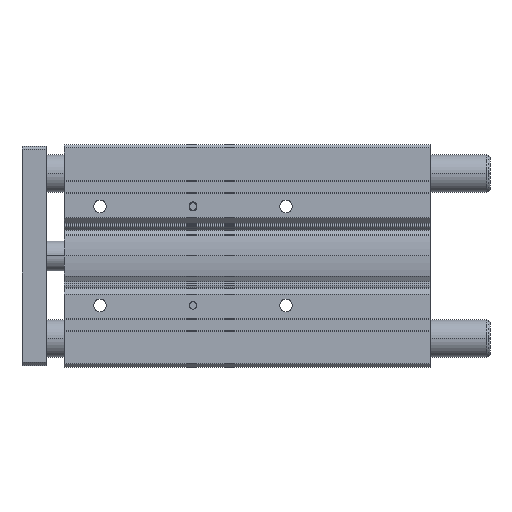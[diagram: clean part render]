
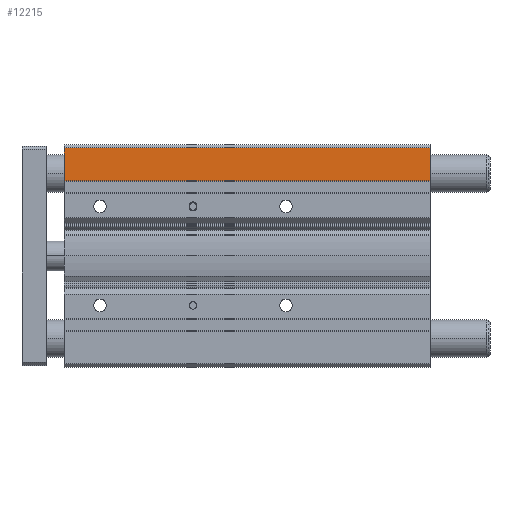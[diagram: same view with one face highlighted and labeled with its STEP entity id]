
A CAD part, top view. The second image highlights one B-rep face of the part: STEP entity #12215.
In plain terms, the highlighted planar face has unit normal (0, 0, 1).
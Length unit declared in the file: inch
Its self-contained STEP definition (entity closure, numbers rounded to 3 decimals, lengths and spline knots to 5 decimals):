
#615 = DIRECTION ( 'NONE',  ( 0., -1., 0. ) ) ;
#1424 = CARTESIAN_POINT ( 'NONE',  ( 9.6063, 2.83465, 1.25984 ) ) ;
#1560 = CARTESIAN_POINT ( 'NONE',  ( 9.6063, 2.83465, 1.25984 ) ) ;
#2054 = CARTESIAN_POINT ( 'NONE',  ( 9.6063, 2.83465, 1.25984 ) ) ;
#2214 = CARTESIAN_POINT ( 'NONE',  ( 0., 1.97835, 1.25984 ) ) ;
#2218 = DIRECTION ( 'NONE',  ( 0., -1., 0. ) ) ;
#2454 = VERTEX_POINT ( 'NONE', #11907 ) ;
#2680 = ORIENTED_EDGE ( 'NONE', *, *, #10863, .F. ) ;
#3621 = FACE_OUTER_BOUND ( 'NONE', #10733, .T. ) ;
#3903 = VERTEX_POINT ( 'NONE', #2214 ) ;
#3965 = EDGE_CURVE ( 'NONE', #2454, #3903, #12542, .T. ) ;
#4001 = LINE ( 'NONE', #8638, #13936 ) ;
#4683 = AXIS2_PLACEMENT_3D ( 'NONE', #1560, #7230, #4793 ) ;
#4770 = VECTOR ( 'NONE', #2218, 39.37008 ) ;
#4793 = DIRECTION ( 'NONE',  ( 0., -1., 0. ) ) ;
#5723 = VERTEX_POINT ( 'NONE', #2054 ) ;
#5903 = DIRECTION ( 'NONE',  ( -1., 0., 0. ) ) ;
#6123 = PLANE ( 'NONE',  #4683 ) ;
#6757 = EDGE_CURVE ( 'NONE', #5723, #7761, #7012, .T. ) ;
#6932 = CARTESIAN_POINT ( 'NONE',  ( 9.6063, 1.97835, 1.25984 ) ) ;
#6942 = ORIENTED_EDGE ( 'NONE', *, *, #3965, .F. ) ;
#7012 = LINE ( 'NONE', #1424, #8756 ) ;
#7230 = DIRECTION ( 'NONE',  ( 0., 0., -1. ) ) ;
#7761 = VERTEX_POINT ( 'NONE', #9081 ) ;
#8417 = EDGE_CURVE ( 'NONE', #7761, #3903, #4001, .T. ) ;
#8557 = VECTOR ( 'NONE', #11429, 39.37008 ) ;
#8638 = CARTESIAN_POINT ( 'NONE',  ( 0., 2.83465, 1.25984 ) ) ;
#8756 = VECTOR ( 'NONE', #5903, 39.37008 ) ;
#9081 = CARTESIAN_POINT ( 'NONE',  ( 0., 2.83465, 1.25984 ) ) ;
#9514 = ORIENTED_EDGE ( 'NONE', *, *, #8417, .T. ) ;
#10733 = EDGE_LOOP ( 'NONE', ( #9514, #6942, #2680, #14518 ) ) ;
#10863 = EDGE_CURVE ( 'NONE', #5723, #2454, #11275, .T. ) ;
#11275 = LINE ( 'NONE', #12323, #4770 ) ;
#11429 = DIRECTION ( 'NONE',  ( -1., 0., 0. ) ) ;
#11907 = CARTESIAN_POINT ( 'NONE',  ( 9.6063, 1.97835, 1.25984 ) ) ;
#12215 = ADVANCED_FACE ( 'NONE', ( #3621 ), #6123, .F. ) ;
#12323 = CARTESIAN_POINT ( 'NONE',  ( 9.6063, 2.83465, 1.25984 ) ) ;
#12542 = LINE ( 'NONE', #6932, #8557 ) ;
#13936 = VECTOR ( 'NONE', #615, 39.37008 ) ;
#14518 = ORIENTED_EDGE ( 'NONE', *, *, #6757, .T. ) ;
